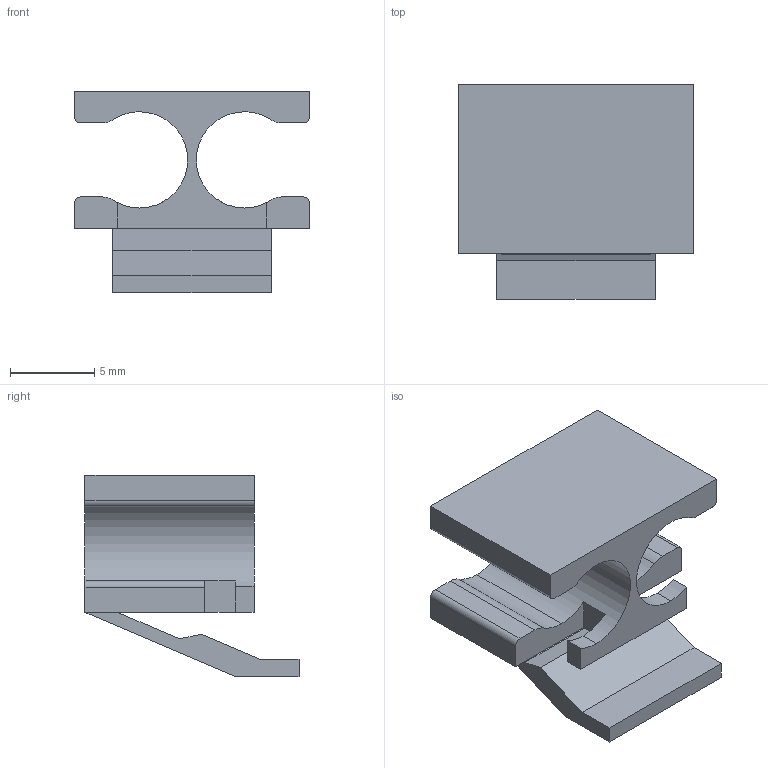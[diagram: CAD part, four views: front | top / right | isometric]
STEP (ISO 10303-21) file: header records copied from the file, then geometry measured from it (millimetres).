
FILE_DESCRIPTION (( 'STEP AP214' ), '1' );
FILE_NAME ('FOC-LC.STEP', '2014-05-05T18:50:05', ( 'L-Com' ), ( 'L-Com Global Connectivity' ), 'SwSTEP 2.0', 'SolidWorks 2014', '' );
FILE_SCHEMA (( 'AUTOMOTIVE_DESIGN' ));
Length unit declared in the file: inch
Products named in the file (1): FOC-LC
Bounding box: 13.97 x 12.7 x 11.94 mm (x, y, z)
Volume: 585.9 mm3; surface area: 1005.6 mm2
Topology: 1 solids, 1 shells, 45 faces, 127 edges, 84 vertices
Faces by surface type: plane 29, cylinder 16
Entity records: 1813 total; most frequent: CARTESIAN_POINT 257, DIRECTION 255, ORIENTED_EDGE 254, EDGE_CURVE 127, VECTOR 91, LINE 91, VERTEX_POINT 84, AXIS2_PLACEMENT_3D 82
